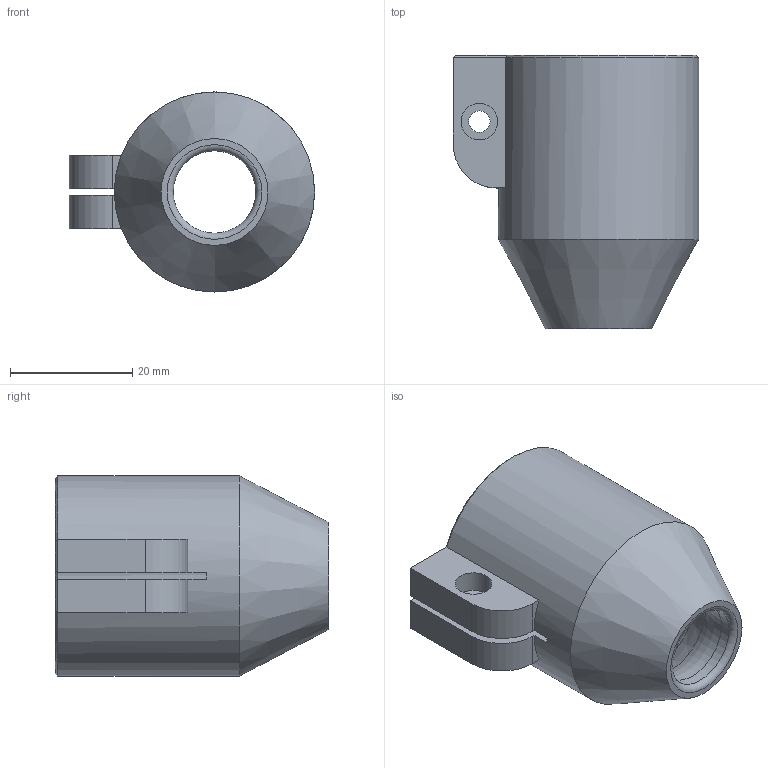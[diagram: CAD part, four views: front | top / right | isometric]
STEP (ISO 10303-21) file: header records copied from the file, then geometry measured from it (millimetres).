
FILE_DESCRIPTION(/* description */ (''),/* implementation_level */ '2;1');
FILE_NAME(/* name */ 'Basic Reducer.step',/* time_stamp */ '2022-05-22T14:43:56-07:00',/* author */ (''),/* organization */ (''),/* preprocessor_version */ 'ST-DEVELOPER v18.1',/* originating_system */ 'Autodesk Translation Framework v10.14.0.1471',/* authorisation */ '');
FILE_SCHEMA (('AUTOMOTIVE_DESIGN { 1 0 10303 214 3 1 1 }'));
Length unit declared in the file: millimetre
Products named in the file (3): 1100 GPH Bilge Pump with Nozzles; Nozzles; Basic Reducer
Assembly tree (2 placements, depth 3):
  1100 GPH Bilge Pump with Nozzles
    Nozzles
      Basic Reducer
Bounding box: 40.06 x 44.66 x 32.7 mm (x, y, z)
Volume: 12149.4 mm3; surface area: 9126.6 mm2
Topology: 1 solids, 1 shells, 37 faces, 88 edges, 54 vertices
Faces by surface type: plane 19, cylinder 10, cone 5, torus 2, bspline 1
Full cylindrical faces by diameter (mm): 3.5 x2, 4.4 x1, 6 x1, 13.462 x1, 24 x1, 32.7 x1
Entity records: 1175 total; most frequent: CARTESIAN_POINT 226, DIRECTION 200, ORIENTED_EDGE 176, EDGE_CURVE 88, AXIS2_PLACEMENT_3D 77, VERTEX_POINT 54, LINE 46, VECTOR 46
